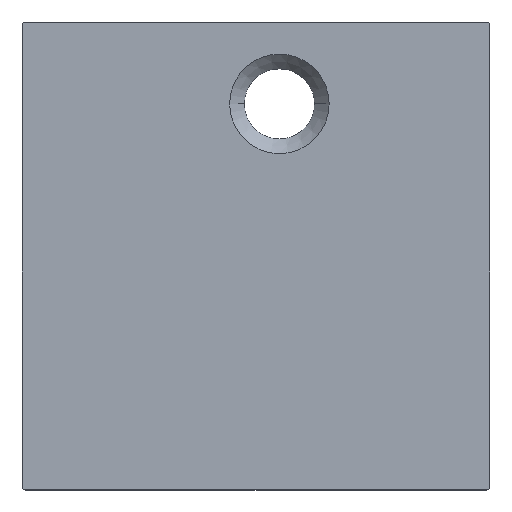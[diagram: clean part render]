
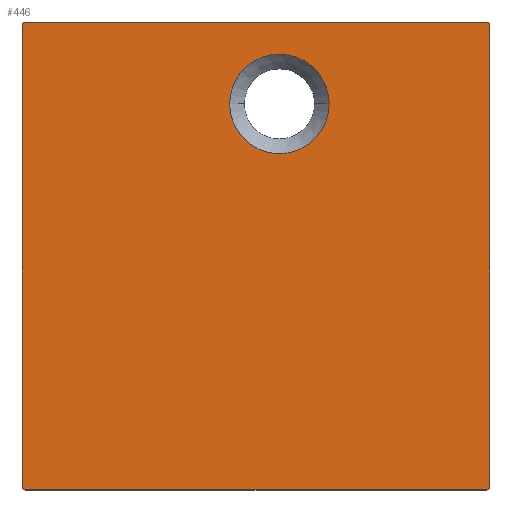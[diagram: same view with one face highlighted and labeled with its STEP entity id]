
A CAD part, top view. The second image highlights one B-rep face of the part: STEP entity #446.
In plain terms, the highlighted planar face has unit normal (0, 0, 1).
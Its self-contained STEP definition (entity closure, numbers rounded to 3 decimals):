
#3 = VERTEX_POINT ( 'NONE', #410 ) ;
#19 = CARTESIAN_POINT ( 'NONE',  ( 0.3, 40., 3. ) ) ;
#24 = CARTESIAN_POINT ( 'NONE',  ( 22., 33., 3. ) ) ;
#33 = CARTESIAN_POINT ( 'NONE',  ( 26.25, 33., 3. ) ) ;
#36 = EDGE_LOOP ( 'NONE', ( #584, #318, #581, #48, #243, #152, #428, #348 ) ) ;
#37 = CARTESIAN_POINT ( 'NONE',  ( 0.3, 0., 3. ) ) ;
#45 = DIRECTION ( 'NONE',  ( 1., 0., 0. ) ) ;
#48 = ORIENTED_EDGE ( 'NONE', *, *, #92, .T. ) ;
#57 = VERTEX_POINT ( 'NONE', #361 ) ;
#65 = DIRECTION ( 'NONE',  ( -1., 0., 0. ) ) ;
#67 = DIRECTION ( 'NONE',  ( 0., 0., 1. ) ) ;
#72 = DIRECTION ( 'NONE',  ( -1., 0., 0. ) ) ;
#86 = DIRECTION ( 'NONE',  ( 0., 0., 1. ) ) ;
#87 = DIRECTION ( 'NONE',  ( 0., 0., 1. ) ) ;
#92 = EDGE_CURVE ( 'NONE', #606, #527, #352, .T. ) ;
#103 = VERTEX_POINT ( 'NONE', #33 ) ;
#111 = DIRECTION ( 'NONE',  ( 1., 0., 0. ) ) ;
#134 = VERTEX_POINT ( 'NONE', #235 ) ;
#152 = ORIENTED_EDGE ( 'NONE', *, *, #397, .T. ) ;
#159 = DIRECTION ( 'NONE',  ( 0., 0., 1. ) ) ;
#161 = EDGE_CURVE ( 'NONE', #3, #103, #542, .T. ) ;
#168 = PLANE ( 'NONE',  #577 ) ;
#200 = AXIS2_PLACEMENT_3D ( 'NONE', #323, #508, #464 ) ;
#202 = ORIENTED_EDGE ( 'NONE', *, *, #369, .F. ) ;
#209 = DIRECTION ( 'NONE',  ( -1., 0., 0. ) ) ;
#217 = DIRECTION ( 'NONE',  ( 1., 0., 0. ) ) ;
#219 = AXIS2_PLACEMENT_3D ( 'NONE', #24, #451, #217 ) ;
#220 = CARTESIAN_POINT ( 'NONE',  ( 0., 0.3, 3. ) ) ;
#235 = CARTESIAN_POINT ( 'NONE',  ( 40., 0.3, 3. ) ) ;
#243 = ORIENTED_EDGE ( 'NONE', *, *, #579, .T. ) ;
#252 = CARTESIAN_POINT ( 'NONE',  ( 40., 0.3, 3. ) ) ;
#258 = LINE ( 'NONE', #19, #267 ) ;
#267 = VECTOR ( 'NONE', #209, 1000. ) ;
#270 = EDGE_LOOP ( 'NONE', ( #202, #288 ) ) ;
#288 = ORIENTED_EDGE ( 'NONE', *, *, #161, .F. ) ;
#302 = CARTESIAN_POINT ( 'NONE',  ( 39.7, 39.7, 3. ) ) ;
#308 = DIRECTION ( 'NONE',  ( 0., 0., -1. ) ) ;
#313 = DIRECTION ( 'NONE',  ( -1., 0., 0. ) ) ;
#315 = CARTESIAN_POINT ( 'NONE',  ( 39.7, 0., 3. ) ) ;
#318 = ORIENTED_EDGE ( 'NONE', *, *, #596, .T. ) ;
#321 = CARTESIAN_POINT ( 'NONE',  ( 22., 33., 3. ) ) ;
#323 = CARTESIAN_POINT ( 'NONE',  ( 39.7, 0.3, 3. ) ) ;
#332 = CIRCLE ( 'NONE', #360, 0.3 ) ;
#336 = VERTEX_POINT ( 'NONE', #478 ) ;
#339 = VERTEX_POINT ( 'NONE', #401 ) ;
#348 = ORIENTED_EDGE ( 'NONE', *, *, #503, .T. ) ;
#352 = LINE ( 'NONE', #539, #521 ) ;
#359 = FACE_OUTER_BOUND ( 'NONE', #36, .T. ) ;
#360 = AXIS2_PLACEMENT_3D ( 'NONE', #490, #67, #65 ) ;
#361 = CARTESIAN_POINT ( 'NONE',  ( 39.7, 40., 3. ) ) ;
#369 = EDGE_CURVE ( 'NONE', #103, #3, #440, .T. ) ;
#373 = LINE ( 'NONE', #220, #546 ) ;
#397 = EDGE_CURVE ( 'NONE', #134, #616, #454, .T. ) ;
#401 = CARTESIAN_POINT ( 'NONE',  ( 0.3, 40., 3. ) ) ;
#410 = CARTESIAN_POINT ( 'NONE',  ( 17.75, 33., 3. ) ) ;
#428 = ORIENTED_EDGE ( 'NONE', *, *, #471, .T. ) ;
#440 = CIRCLE ( 'NONE', #219, 4.25 ) ;
#446 = ADVANCED_FACE ( 'NONE', ( #592, #359 ), #168, .F. ) ;
#451 = DIRECTION ( 'NONE',  ( 0., 0., 1. ) ) ;
#454 = LINE ( 'NONE', #252, #457 ) ;
#457 = VECTOR ( 'NONE', #590, 1000. ) ;
#464 = DIRECTION ( 'NONE',  ( 1., 0., 0. ) ) ;
#469 = CIRCLE ( 'NONE', #200, 0.3 ) ;
#471 = EDGE_CURVE ( 'NONE', #616, #57, #595, .T. ) ;
#478 = CARTESIAN_POINT ( 'NONE',  ( 0., 39.7, 3. ) ) ;
#479 = VERTEX_POINT ( 'NONE', #538 ) ;
#490 = CARTESIAN_POINT ( 'NONE',  ( 0.3, 0.3, 3. ) ) ;
#494 = DIRECTION ( 'NONE',  ( -1., 0., 0. ) ) ;
#495 = EDGE_CURVE ( 'NONE', #479, #606, #332, .T. ) ;
#497 = AXIS2_PLACEMENT_3D ( 'NONE', #601, #86, #313 ) ;
#503 = EDGE_CURVE ( 'NONE', #57, #339, #258, .T. ) ;
#508 = DIRECTION ( 'NONE',  ( 0., 0., 1. ) ) ;
#511 = CARTESIAN_POINT ( 'NONE',  ( 40., 39.7, 3. ) ) ;
#521 = VECTOR ( 'NONE', #111, 1000. ) ;
#527 = VERTEX_POINT ( 'NONE', #315 ) ;
#530 = AXIS2_PLACEMENT_3D ( 'NONE', #321, #87, #45 ) ;
#532 = EDGE_CURVE ( 'NONE', #339, #336, #615, .T. ) ;
#537 = AXIS2_PLACEMENT_3D ( 'NONE', #302, #159, #494 ) ;
#538 = CARTESIAN_POINT ( 'NONE',  ( 0., 0.3, 3. ) ) ;
#539 = CARTESIAN_POINT ( 'NONE',  ( 0.3, 0., 3. ) ) ;
#541 = CARTESIAN_POINT ( 'NONE',  ( 0.3, 39.7, 3. ) ) ;
#542 = CIRCLE ( 'NONE', #530, 4.25 ) ;
#546 = VECTOR ( 'NONE', #563, 1000. ) ;
#563 = DIRECTION ( 'NONE',  ( 0., -1., 0. ) ) ;
#577 = AXIS2_PLACEMENT_3D ( 'NONE', #541, #308, #72 ) ;
#579 = EDGE_CURVE ( 'NONE', #527, #134, #469, .T. ) ;
#581 = ORIENTED_EDGE ( 'NONE', *, *, #495, .T. ) ;
#584 = ORIENTED_EDGE ( 'NONE', *, *, #532, .T. ) ;
#590 = DIRECTION ( 'NONE',  ( 0., 1., 0. ) ) ;
#592 = FACE_BOUND ( 'NONE', #270, .T. ) ;
#595 = CIRCLE ( 'NONE', #537, 0.3 ) ;
#596 = EDGE_CURVE ( 'NONE', #336, #479, #373, .T. ) ;
#601 = CARTESIAN_POINT ( 'NONE',  ( 0.3, 39.7, 3. ) ) ;
#606 = VERTEX_POINT ( 'NONE', #37 ) ;
#615 = CIRCLE ( 'NONE', #497, 0.3 ) ;
#616 = VERTEX_POINT ( 'NONE', #511 ) ;
